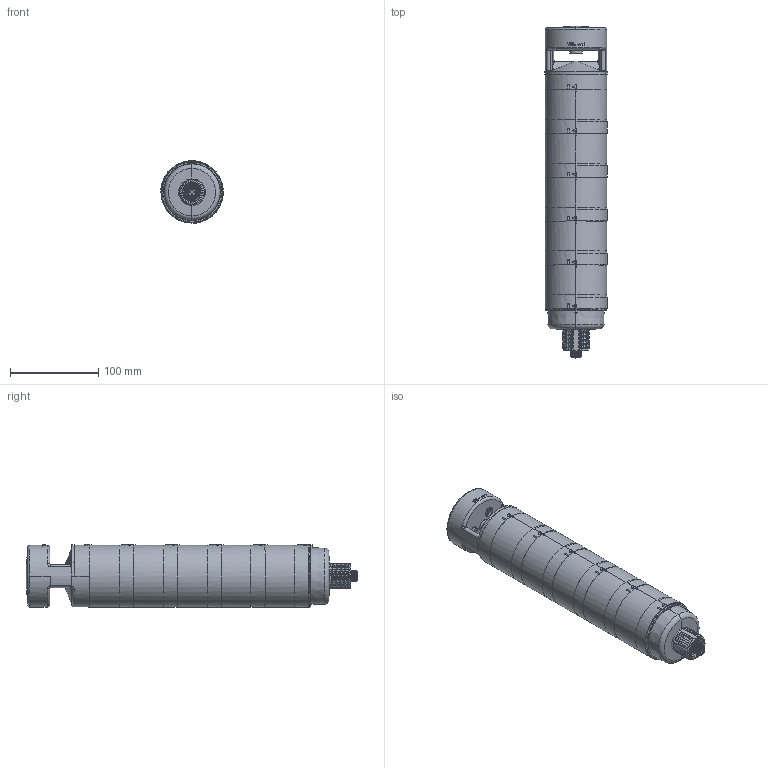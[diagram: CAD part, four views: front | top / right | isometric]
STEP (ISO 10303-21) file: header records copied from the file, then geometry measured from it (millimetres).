
FILE_DESCRIPTION((''),'2;1');
FILE_NAME('191340_ASM','2017-03-17T',('pdmadmin'),('BANNER ENGINEERING'),'CREO PARAMETRIC BY PTC INC, 2016260','CREO PARAMETRIC BY PTC INC, 2016260','');
FILE_SCHEMA(('CONFIG_CONTROL_DESIGN'));
Length unit declared in the file: millimetre
Products named in the file (8): 180077; 180482; 08427; 183492; 183493; 180306; 180308; 191340_ASM
Assembly tree (15 placements, depth 2):
  191340_ASM
    180077
    180482
    08427
    183492  x5
    183493  x5
    180306
    180308
Bounding box: 71 x 376.01 x 71.25 mm (x, y, z)
Volume: 345219.2 mm3; surface area: 250893.6 mm2
Topology: 15 solids, 21 shells, 4014 faces, 9644 edges, 5711 vertices
Faces by surface type: bspline 1270, cylinder 1064, plane 695, torus 423, cone 333, sphere 207, extrusion 22
Entity records: 95050 total; most frequent: CARTESIAN_POINT 60000, ORIENTED_EDGE 7976, DIRECTION 6337, EDGE_CURVE 3992, AXIS2_PLACEMENT_3D 2627, VERTEX_POINT 2411, EDGE_LOOP 1749, FACE_OUTER_BOUND 1650
